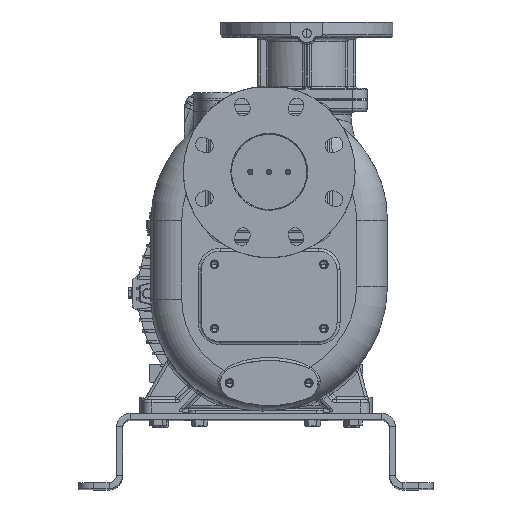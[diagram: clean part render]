
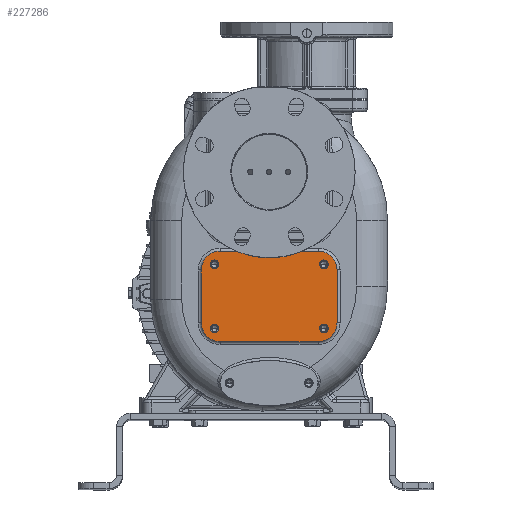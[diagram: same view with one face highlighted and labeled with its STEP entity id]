
A CAD part, top view. The second image highlights one B-rep face of the part: STEP entity #227286.
In plain terms, the highlighted planar face has unit normal (0, 0, 1).
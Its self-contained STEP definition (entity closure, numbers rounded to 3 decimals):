
#81313=CARTESIAN_POINT('',(-47.5,120.,125.));
#81314=DIRECTION('',(0.,0.,-1.));
#81315=DIRECTION('',(0.,-1.,0.));
#81316=AXIS2_PLACEMENT_3D('',#81313,#81314,#81315);
#81318=DIRECTION('',(0.,1.,0.));
#81319=VECTOR('',#81318,70.);
#81320=CARTESIAN_POINT('',(-72.5,120.,125.));
#81321=LINE('',#81320,#81319);
#81322=CARTESIAN_POINT('',(-47.5,190.,125.));
#81323=DIRECTION('',(0.,0.,-1.));
#81324=DIRECTION('',(-1.,0.,0.));
#81325=AXIS2_PLACEMENT_3D('',#81322,#81323,#81324);
#81327=DIRECTION('',(1.,0.,0.));
#81328=VECTOR('',#81327,130.);
#81329=CARTESIAN_POINT('',(-47.5,215.,125.));
#81330=LINE('',#81329,#81328);
#81331=CARTESIAN_POINT('',(82.5,190.,125.));
#81332=DIRECTION('',(0.,0.,-1.));
#81333=DIRECTION('',(0.,1.,0.));
#81334=AXIS2_PLACEMENT_3D('',#81331,#81332,#81333);
#81336=DIRECTION('',(0.,-1.,0.));
#81337=VECTOR('',#81336,70.);
#81338=CARTESIAN_POINT('',(107.5,190.,125.));
#81339=LINE('',#81338,#81337);
#81340=CARTESIAN_POINT('',(82.5,120.,125.));
#81341=DIRECTION('',(0.,0.,-1.));
#81342=DIRECTION('',(1.,0.,0.));
#81343=AXIS2_PLACEMENT_3D('',#81340,#81341,#81342);
#81345=DIRECTION('',(-1.,0.,0.));
#81346=VECTOR('',#81345,130.);
#81347=CARTESIAN_POINT('',(82.5,95.,125.));
#81348=LINE('',#81347,#81346);
#81349=CARTESIAN_POINT('',(90.,112.5,125.));
#81350=DIRECTION('',(0.,0.,1.));
#81351=DIRECTION('',(1.,0.,0.));
#81352=AXIS2_PLACEMENT_3D('',#81349,#81350,#81351);
#81354=CARTESIAN_POINT('',(90.,112.5,125.));
#81355=DIRECTION('',(0.,0.,1.));
#81356=DIRECTION('',(-1.,0.,0.));
#81357=AXIS2_PLACEMENT_3D('',#81354,#81355,#81356);
#81359=CARTESIAN_POINT('',(90.,197.5,125.));
#81360=DIRECTION('',(0.,0.,1.));
#81361=DIRECTION('',(1.,0.,0.));
#81362=AXIS2_PLACEMENT_3D('',#81359,#81360,#81361);
#81364=CARTESIAN_POINT('',(90.,197.5,125.));
#81365=DIRECTION('',(0.,0.,1.));
#81366=DIRECTION('',(-1.,0.,0.));
#81367=AXIS2_PLACEMENT_3D('',#81364,#81365,#81366);
#81369=CARTESIAN_POINT('',(-55.,112.5,125.));
#81370=DIRECTION('',(0.,0.,1.));
#81371=DIRECTION('',(1.,0.,0.));
#81372=AXIS2_PLACEMENT_3D('',#81369,#81370,#81371);
#81374=CARTESIAN_POINT('',(-55.,112.5,125.));
#81375=DIRECTION('',(0.,0.,1.));
#81376=DIRECTION('',(-1.,0.,0.));
#81377=AXIS2_PLACEMENT_3D('',#81374,#81375,#81376);
#81379=CARTESIAN_POINT('',(-55.,197.5,125.));
#81380=DIRECTION('',(0.,0.,1.));
#81381=DIRECTION('',(1.,0.,0.));
#81382=AXIS2_PLACEMENT_3D('',#81379,#81380,#81381);
#81384=CARTESIAN_POINT('',(-55.,197.5,125.));
#81385=DIRECTION('',(0.,0.,1.));
#81386=DIRECTION('',(-1.,0.,0.));
#81387=AXIS2_PLACEMENT_3D('',#81384,#81385,#81386);
#104976=CARTESIAN_POINT('',(95.75,112.5,125.));
#104977=CARTESIAN_POINT('',(84.25,112.5,125.));
#104978=VERTEX_POINT('',#104976);
#104979=VERTEX_POINT('',#104977);
#104980=CARTESIAN_POINT('',(95.75,197.5,125.));
#104981=CARTESIAN_POINT('',(84.25,197.5,125.));
#104982=VERTEX_POINT('',#104980);
#104983=VERTEX_POINT('',#104981);
#104984=CARTESIAN_POINT('',(-49.25,112.5,125.));
#104985=CARTESIAN_POINT('',(-60.75,112.5,125.));
#104986=VERTEX_POINT('',#104984);
#104987=VERTEX_POINT('',#104985);
#104988=CARTESIAN_POINT('',(-49.25,197.5,125.));
#104989=CARTESIAN_POINT('',(-60.75,197.5,125.));
#104990=VERTEX_POINT('',#104988);
#104991=VERTEX_POINT('',#104989);
#104992=CARTESIAN_POINT('',(-47.5,95.,125.));
#104993=CARTESIAN_POINT('',(-72.5,120.,125.));
#104994=VERTEX_POINT('',#104992);
#104995=VERTEX_POINT('',#104993);
#104996=CARTESIAN_POINT('',(-72.5,190.,125.));
#104997=VERTEX_POINT('',#104996);
#104998=CARTESIAN_POINT('',(-47.5,215.,125.));
#104999=VERTEX_POINT('',#104998);
#105000=CARTESIAN_POINT('',(82.5,215.,125.));
#105001=VERTEX_POINT('',#105000);
#105002=CARTESIAN_POINT('',(107.5,190.,125.));
#105003=VERTEX_POINT('',#105002);
#105004=CARTESIAN_POINT('',(107.5,120.,125.));
#105005=VERTEX_POINT('',#105004);
#105006=CARTESIAN_POINT('',(82.5,95.,125.));
#105007=VERTEX_POINT('',#105006);
#227247=CARTESIAN_POINT('',(17.5,155.,125.));
#227248=DIRECTION('',(0.,0.,-1.));
#227249=DIRECTION('',(1.,0.,0.));
#227250=AXIS2_PLACEMENT_3D('',#227247,#227248,#227249);
#227251=PLANE('',#227250);
#227252=ORIENTED_EDGE('',*,*,#227138,.T.);
#227253=ORIENTED_EDGE('',*,*,#227123,.T.);
#227254=ORIENTED_EDGE('',*,*,#227108,.T.);
#227255=ORIENTED_EDGE('',*,*,#227093,.T.);
#227256=ORIENTED_EDGE('',*,*,#227078,.T.);
#227257=ORIENTED_EDGE('',*,*,#227063,.T.);
#227258=ORIENTED_EDGE('',*,*,#227048,.T.);
#227259=ORIENTED_EDGE('',*,*,#227152,.T.);
#227260=EDGE_LOOP('',(#227252,#227253,#227254,#227255,#227256,#227257,#227258,
#227259));
#227261=FACE_OUTER_BOUND('',#227260,.F.);
#227263=ORIENTED_EDGE('',*,*,#227262,.T.);
#227265=ORIENTED_EDGE('',*,*,#227264,.T.);
#227266=EDGE_LOOP('',(#227263,#227265));
#227267=FACE_BOUND('',#227266,.F.);
#227269=ORIENTED_EDGE('',*,*,#227268,.T.);
#227271=ORIENTED_EDGE('',*,*,#227270,.T.);
#227272=EDGE_LOOP('',(#227269,#227271));
#227273=FACE_BOUND('',#227272,.F.);
#227275=ORIENTED_EDGE('',*,*,#227274,.T.);
#227277=ORIENTED_EDGE('',*,*,#227276,.T.);
#227278=EDGE_LOOP('',(#227275,#227277));
#227279=FACE_BOUND('',#227278,.F.);
#227281=ORIENTED_EDGE('',*,*,#227280,.T.);
#227283=ORIENTED_EDGE('',*,*,#227282,.T.);
#227284=EDGE_LOOP('',(#227281,#227283));
#227285=FACE_BOUND('',#227284,.F.);
#227286=ADVANCED_FACE('',(#227261,#227267,#227273,#227279,#227285),#227251,.F.);
#81317=CIRCLE('',#81316,25.);
#81326=CIRCLE('',#81325,25.);
#81335=CIRCLE('',#81334,25.);
#81344=CIRCLE('',#81343,25.);
#81353=CIRCLE('',#81352,5.75);
#81358=CIRCLE('',#81357,5.75);
#81363=CIRCLE('',#81362,5.75);
#81368=CIRCLE('',#81367,5.75);
#81373=CIRCLE('',#81372,5.75);
#81378=CIRCLE('',#81377,5.75);
#81383=CIRCLE('',#81382,5.75);
#81388=CIRCLE('',#81387,5.75);
#227048=EDGE_CURVE('',#105005,#105007,#81344,.T.);
#227063=EDGE_CURVE('',#105003,#105005,#81339,.T.);
#227078=EDGE_CURVE('',#105001,#105003,#81335,.T.);
#227093=EDGE_CURVE('',#104999,#105001,#81330,.T.);
#227108=EDGE_CURVE('',#104997,#104999,#81326,.T.);
#227123=EDGE_CURVE('',#104995,#104997,#81321,.T.);
#227138=EDGE_CURVE('',#104994,#104995,#81317,.T.);
#227152=EDGE_CURVE('',#105007,#104994,#81348,.T.);
#227262=EDGE_CURVE('',#104978,#104979,#81353,.T.);
#227264=EDGE_CURVE('',#104979,#104978,#81358,.T.);
#227268=EDGE_CURVE('',#104982,#104983,#81363,.T.);
#227270=EDGE_CURVE('',#104983,#104982,#81368,.T.);
#227274=EDGE_CURVE('',#104986,#104987,#81373,.T.);
#227276=EDGE_CURVE('',#104987,#104986,#81378,.T.);
#227280=EDGE_CURVE('',#104990,#104991,#81383,.T.);
#227282=EDGE_CURVE('',#104991,#104990,#81388,.T.);
